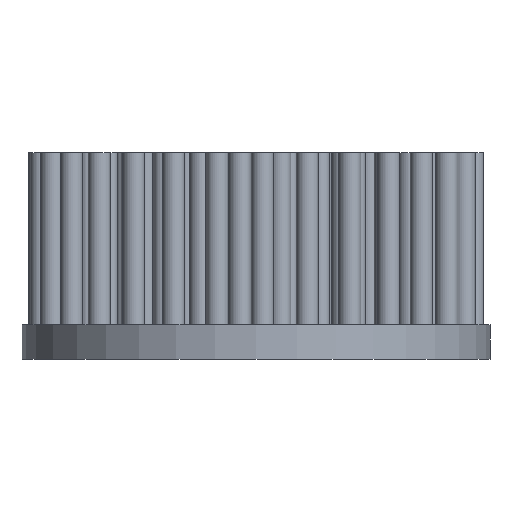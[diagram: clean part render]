
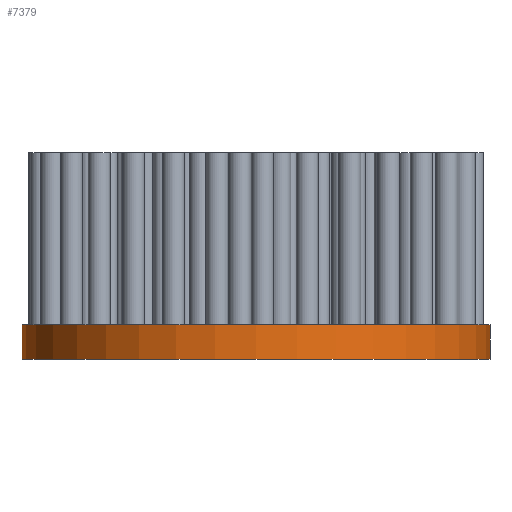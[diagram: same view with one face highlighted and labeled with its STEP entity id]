
A CAD part, front view. The second image highlights one B-rep face of the part: STEP entity #7379.
In plain terms, the highlighted cylindrical face has radius 34 mm (diameter 68 mm), a partial arc.
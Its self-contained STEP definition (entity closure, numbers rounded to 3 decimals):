
#27 = CARTESIAN_POINT ( 'NONE',  ( 198.318, 116.339, -5. ) ) ;
#83 = DIRECTION ( 'NONE',  ( 0., 0., 1. ) ) ;
#375 = DIRECTION ( 'NONE',  ( 1., 0., 0. ) ) ;
#704 = EDGE_LOOP ( 'NONE', ( #7992, #5473, #4639, #6028 ) ) ;
#965 = DIRECTION ( 'NONE',  ( 1., 0., 0. ) ) ;
#1088 = CIRCLE ( 'NONE', #7989, 34. ) ;
#1189 = DIRECTION ( 'NONE',  ( 0., 0., 1. ) ) ;
#1852 = CARTESIAN_POINT ( 'NONE',  ( 232.318, 116.339, -5. ) ) ;
#2022 = VERTEX_POINT ( 'NONE', #2484 ) ;
#2484 = CARTESIAN_POINT ( 'NONE',  ( 266.318, 116.339, -5. ) ) ;
#2497 = CARTESIAN_POINT ( 'NONE',  ( 232.318, 116.339, 0. ) ) ;
#2530 = LINE ( 'NONE', #5435, #4812 ) ;
#3229 = CYLINDRICAL_SURFACE ( 'NONE', #8104, 34. ) ;
#3244 = DIRECTION ( 'NONE',  ( 0., 0., 1. ) ) ;
#3578 = FACE_OUTER_BOUND ( 'NONE', #704, .T. ) ;
#3680 = LINE ( 'NONE', #3744, #8943 ) ;
#3744 = CARTESIAN_POINT ( 'NONE',  ( 266.318, 116.339, -5. ) ) ;
#3943 = VERTEX_POINT ( 'NONE', #27 ) ;
#3947 = DIRECTION ( 'NONE',  ( 0., 0., 1. ) ) ;
#4092 = CARTESIAN_POINT ( 'NONE',  ( 266.318, 116.339, 0. ) ) ;
#4103 = CARTESIAN_POINT ( 'NONE',  ( 198.318, 116.339, 0. ) ) ;
#4241 = VERTEX_POINT ( 'NONE', #4103 ) ;
#4639 = ORIENTED_EDGE ( 'NONE', *, *, #8211, .T. ) ;
#4784 = VERTEX_POINT ( 'NONE', #4092 ) ;
#4812 = VECTOR ( 'NONE', #3947, 1000. ) ;
#5030 = EDGE_CURVE ( 'NONE', #3943, #2022, #1088, .T. ) ;
#5256 = CIRCLE ( 'NONE', #7881, 34. ) ;
#5435 = CARTESIAN_POINT ( 'NONE',  ( 198.318, 116.339, -5. ) ) ;
#5473 = ORIENTED_EDGE ( 'NONE', *, *, #5030, .T. ) ;
#6028 = ORIENTED_EDGE ( 'NONE', *, *, #7966, .F. ) ;
#6974 = DIRECTION ( 'NONE',  ( 0., 0., 1. ) ) ;
#7379 = ADVANCED_FACE ( 'NONE', ( #3578 ), #3229, .T. ) ;
#7502 = CARTESIAN_POINT ( 'NONE',  ( 232.318, 116.339, -5. ) ) ;
#7881 = AXIS2_PLACEMENT_3D ( 'NONE', #2497, #6974, #375 ) ;
#7966 = EDGE_CURVE ( 'NONE', #4241, #4784, #5256, .T. ) ;
#7984 = EDGE_CURVE ( 'NONE', #3943, #4241, #2530, .T. ) ;
#7989 = AXIS2_PLACEMENT_3D ( 'NONE', #1852, #1189, #9167 ) ;
#7992 = ORIENTED_EDGE ( 'NONE', *, *, #7984, .F. ) ;
#8104 = AXIS2_PLACEMENT_3D ( 'NONE', #7502, #3244, #965 ) ;
#8211 = EDGE_CURVE ( 'NONE', #2022, #4784, #3680, .T. ) ;
#8943 = VECTOR ( 'NONE', #83, 1000. ) ;
#9167 = DIRECTION ( 'NONE',  ( 1., 0., 0. ) ) ;
